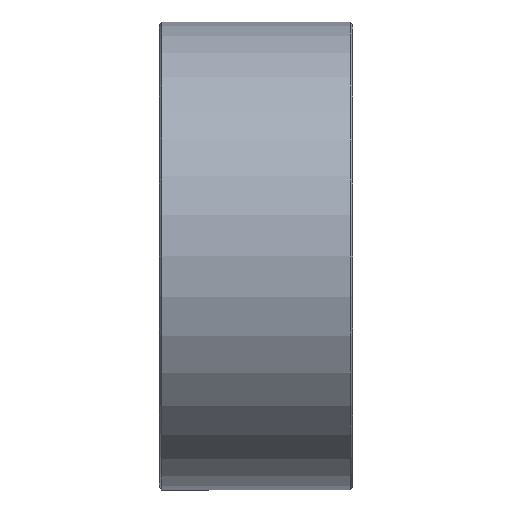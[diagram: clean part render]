
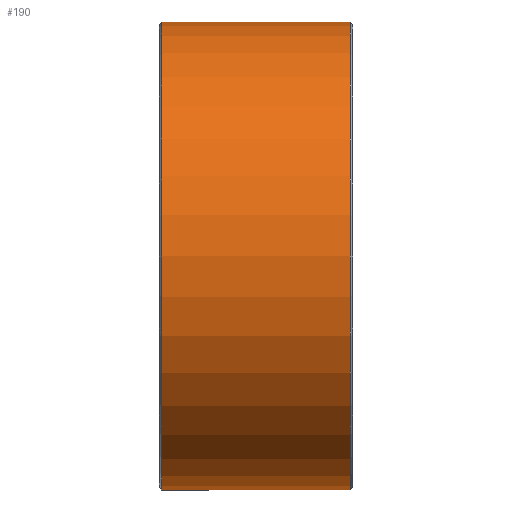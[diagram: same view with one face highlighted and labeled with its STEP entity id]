
A CAD part, left-side view. The second image highlights one B-rep face of the part: STEP entity #190.
In plain terms, the highlighted cylindrical face has radius 55.75 mm (diameter 111.5 mm), a full revolution.
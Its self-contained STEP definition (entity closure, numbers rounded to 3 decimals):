
#171 = VERTEX_POINT('',#172);
#172 = CARTESIAN_POINT('',(-55.75,45.4,0.));
#178 = EDGE_CURVE('',#171,#171,#179,.T.);
#179 = CIRCLE('',#180,55.75);
#180 = AXIS2_PLACEMENT_3D('',#181,#182,#183);
#181 = CARTESIAN_POINT('',(0.,45.4,0.));
#182 = DIRECTION('',(0.,1.,0.));
#183 = DIRECTION('',(-1.,0.,0.));
#190 = ADVANCED_FACE('',(#191),#210,.T.);
#191 = FACE_BOUND('',#192,.F.);
#192 = EDGE_LOOP('',(#193,#194,#202,#209));
#193 = ORIENTED_EDGE('',*,*,#178,.T.);
#194 = ORIENTED_EDGE('',*,*,#195,.T.);
#195 = EDGE_CURVE('',#171,#196,#198,.T.);
#196 = VERTEX_POINT('',#197);
#197 = CARTESIAN_POINT('',(-55.75,0.6,0.));
#198 = LINE('',#199,#200);
#199 = CARTESIAN_POINT('',(-55.75,45.4,0.));
#200 = VECTOR('',#201,1.);
#201 = DIRECTION('',(0.,-1.,0.));
#202 = ORIENTED_EDGE('',*,*,#203,.F.);
#203 = EDGE_CURVE('',#196,#196,#204,.T.);
#204 = CIRCLE('',#205,55.75);
#205 = AXIS2_PLACEMENT_3D('',#206,#207,#208);
#206 = CARTESIAN_POINT('',(0.,0.6,0.));
#207 = DIRECTION('',(0.,1.,0.));
#208 = DIRECTION('',(-1.,0.,0.));
#209 = ORIENTED_EDGE('',*,*,#195,.F.);
#210 = CYLINDRICAL_SURFACE('',#211,55.75);
#211 = AXIS2_PLACEMENT_3D('',#212,#213,#214);
#212 = CARTESIAN_POINT('',(0.,45.4,0.));
#213 = DIRECTION('',(-0.,-1.,0.));
#214 = DIRECTION('',(-1.,0.,0.));
